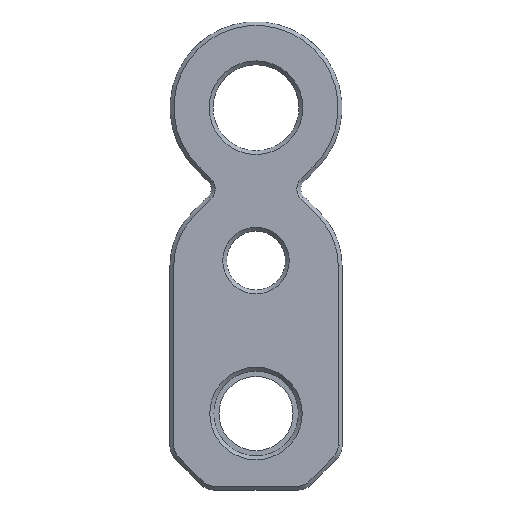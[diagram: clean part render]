
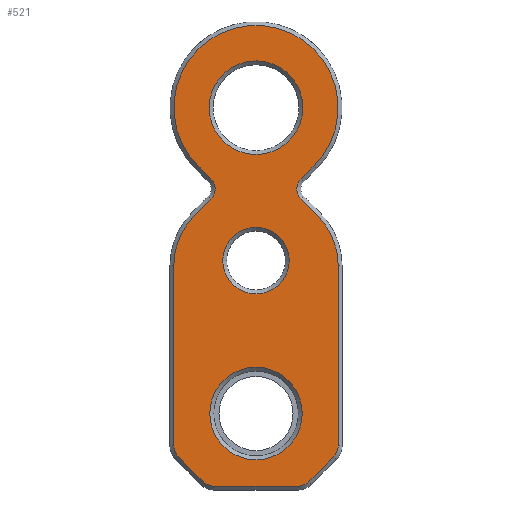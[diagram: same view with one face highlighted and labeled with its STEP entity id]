
A CAD part, top view. The second image highlights one B-rep face of the part: STEP entity #521.
In plain terms, the highlighted planar face has unit normal (0, 0, 1).
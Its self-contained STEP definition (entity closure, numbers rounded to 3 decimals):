
#137 = VERTEX_POINT('',#138);
#138 = CARTESIAN_POINT('',(-11.,-99.,9.));
#144 = EDGE_CURVE('',#137,#145,#147,.T.);
#145 = VERTEX_POINT('',#146);
#146 = CARTESIAN_POINT('',(11.,-99.,9.));
#147 = LINE('',#148,#149);
#148 = CARTESIAN_POINT('',(-11.,-99.,9.));
#149 = VECTOR('',#150,1.);
#150 = DIRECTION('',(1.,0.,0.));
#251 = EDGE_CURVE('',#145,#252,#254,.T.);
#252 = VERTEX_POINT('',#253);
#253 = CARTESIAN_POINT('',(13.828,-97.828,9.));
#254 = CIRCLE('',#255,4.);
#255 = AXIS2_PLACEMENT_3D('',#256,#257,#258);
#256 = CARTESIAN_POINT('',(11.,-95.,9.));
#257 = DIRECTION('',(0.,0.,1.));
#258 = DIRECTION('',(0.,-1.,0.));
#501 = VERTEX_POINT('',#502);
#502 = CARTESIAN_POINT('',(-13.828,-97.828,9.));
#508 = EDGE_CURVE('',#501,#137,#509,.T.);
#509 = CIRCLE('',#510,4.);
#510 = AXIS2_PLACEMENT_3D('',#511,#512,#513);
#511 = CARTESIAN_POINT('',(-11.,-95.,9.));
#512 = DIRECTION('',(0.,0.,1.));
#513 = DIRECTION('',(-0.707,-0.707,0.));
#521 = ADVANCED_FACE('',(#522,#652,#663,#674),#685,.T.);
#522 = FACE_BOUND('',#523,.T.);
#523 = EDGE_LOOP('',(#524,#535,#543,#552,#560,#569,#577,#586,#592,#593,
    #594,#595,#603,#612,#620,#629,#637,#646));
#524 = ORIENTED_EDGE('',*,*,#525,.T.);
#525 = EDGE_CURVE('',#526,#528,#530,.T.);
#526 = VERTEX_POINT('',#527);
#527 = CARTESIAN_POINT('',(15.203,-15.203,9.));
#528 = VERTEX_POINT('',#529);
#529 = CARTESIAN_POINT('',(-15.203,-15.203,9.));
#530 = CIRCLE('',#531,21.5);
#531 = AXIS2_PLACEMENT_3D('',#532,#533,#534);
#532 = CARTESIAN_POINT('',(0.,0.,9.));
#533 = DIRECTION('',(-0.,0.,1.));
#534 = DIRECTION('',(0.707,-0.707,0.));
#535 = ORIENTED_EDGE('',*,*,#536,.T.);
#536 = EDGE_CURVE('',#528,#537,#539,.T.);
#537 = VERTEX_POINT('',#538);
#538 = CARTESIAN_POINT('',(-11.809,-18.597,9.));
#539 = LINE('',#540,#541);
#540 = CARTESIAN_POINT('',(-15.203,-15.203,9.));
#541 = VECTOR('',#542,1.);
#542 = DIRECTION('',(0.707,-0.707,0.));
#543 = ORIENTED_EDGE('',*,*,#544,.T.);
#544 = EDGE_CURVE('',#537,#545,#547,.T.);
#545 = VERTEX_POINT('',#546);
#546 = CARTESIAN_POINT('',(-11.809,-23.949,9.));
#547 = CIRCLE('',#548,3.784);
#548 = AXIS2_PLACEMENT_3D('',#549,#550,#551);
#549 = CARTESIAN_POINT('',(-14.485,-21.273,9.));
#550 = DIRECTION('',(0.,0.,-1.));
#551 = DIRECTION('',(0.707,0.707,0.));
#552 = ORIENTED_EDGE('',*,*,#553,.T.);
#553 = EDGE_CURVE('',#545,#554,#556,.T.);
#554 = VERTEX_POINT('',#555);
#555 = CARTESIAN_POINT('',(-16.051,-28.191,9.));
#556 = LINE('',#557,#558);
#557 = CARTESIAN_POINT('',(-11.809,-23.949,9.));
#558 = VECTOR('',#559,1.);
#559 = DIRECTION('',(-0.707,-0.707,-0.));
#560 = ORIENTED_EDGE('',*,*,#561,.T.);
#561 = EDGE_CURVE('',#554,#562,#564,.T.);
#562 = VERTEX_POINT('',#563);
#563 = CARTESIAN_POINT('',(-21.5,-41.346,9.));
#564 = CIRCLE('',#565,18.603);
#565 = AXIS2_PLACEMENT_3D('',#566,#567,#568);
#566 = CARTESIAN_POINT('',(-2.897,-41.346,9.));
#567 = DIRECTION('',(0.,0.,1.));
#568 = DIRECTION('',(-0.707,0.707,0.));
#569 = ORIENTED_EDGE('',*,*,#570,.T.);
#570 = EDGE_CURVE('',#562,#571,#573,.T.);
#571 = VERTEX_POINT('',#572);
#572 = CARTESIAN_POINT('',(-21.5,-88.5,9.));
#573 = LINE('',#574,#575);
#574 = CARTESIAN_POINT('',(-21.5,-41.346,9.));
#575 = VECTOR('',#576,1.);
#576 = DIRECTION('',(-0.,-1.,-0.));
#577 = ORIENTED_EDGE('',*,*,#578,.T.);
#578 = EDGE_CURVE('',#571,#579,#581,.T.);
#579 = VERTEX_POINT('',#580);
#580 = CARTESIAN_POINT('',(-20.328,-91.328,9.));
#581 = CIRCLE('',#582,4.);
#582 = AXIS2_PLACEMENT_3D('',#583,#584,#585);
#583 = CARTESIAN_POINT('',(-17.5,-88.5,9.));
#584 = DIRECTION('',(0.,0.,1.));
#585 = DIRECTION('',(-1.,0.,0.));
#586 = ORIENTED_EDGE('',*,*,#587,.T.);
#587 = EDGE_CURVE('',#579,#501,#588,.T.);
#588 = LINE('',#589,#590);
#589 = CARTESIAN_POINT('',(-20.328,-91.328,9.));
#590 = VECTOR('',#591,1.);
#591 = DIRECTION('',(0.707,-0.707,0.));
#592 = ORIENTED_EDGE('',*,*,#508,.T.);
#593 = ORIENTED_EDGE('',*,*,#144,.T.);
#594 = ORIENTED_EDGE('',*,*,#251,.T.);
#595 = ORIENTED_EDGE('',*,*,#596,.T.);
#596 = EDGE_CURVE('',#252,#597,#599,.T.);
#597 = VERTEX_POINT('',#598);
#598 = CARTESIAN_POINT('',(20.328,-91.328,9.));
#599 = LINE('',#600,#601);
#600 = CARTESIAN_POINT('',(13.828,-97.828,9.));
#601 = VECTOR('',#602,1.);
#602 = DIRECTION('',(0.707,0.707,0.));
#603 = ORIENTED_EDGE('',*,*,#604,.T.);
#604 = EDGE_CURVE('',#597,#605,#607,.T.);
#605 = VERTEX_POINT('',#606);
#606 = CARTESIAN_POINT('',(21.5,-88.5,9.));
#607 = CIRCLE('',#608,4.);
#608 = AXIS2_PLACEMENT_3D('',#609,#610,#611);
#609 = CARTESIAN_POINT('',(17.5,-88.5,9.));
#610 = DIRECTION('',(-0.,0.,1.));
#611 = DIRECTION('',(0.707,-0.707,0.));
#612 = ORIENTED_EDGE('',*,*,#613,.T.);
#613 = EDGE_CURVE('',#605,#614,#616,.T.);
#614 = VERTEX_POINT('',#615);
#615 = CARTESIAN_POINT('',(21.5,-41.346,9.));
#616 = LINE('',#617,#618);
#617 = CARTESIAN_POINT('',(21.5,-88.5,9.));
#618 = VECTOR('',#619,1.);
#619 = DIRECTION('',(0.,1.,0.));
#620 = ORIENTED_EDGE('',*,*,#621,.T.);
#621 = EDGE_CURVE('',#614,#622,#624,.T.);
#622 = VERTEX_POINT('',#623);
#623 = CARTESIAN_POINT('',(16.051,-28.191,9.));
#624 = CIRCLE('',#625,18.603);
#625 = AXIS2_PLACEMENT_3D('',#626,#627,#628);
#626 = CARTESIAN_POINT('',(2.897,-41.346,9.));
#627 = DIRECTION('',(0.,0.,1.));
#628 = DIRECTION('',(1.,0.,0.));
#629 = ORIENTED_EDGE('',*,*,#630,.T.);
#630 = EDGE_CURVE('',#622,#631,#633,.T.);
#631 = VERTEX_POINT('',#632);
#632 = CARTESIAN_POINT('',(11.809,-23.949,9.));
#633 = LINE('',#634,#635);
#634 = CARTESIAN_POINT('',(16.051,-28.191,9.));
#635 = VECTOR('',#636,1.);
#636 = DIRECTION('',(-0.707,0.707,0.));
#637 = ORIENTED_EDGE('',*,*,#638,.T.);
#638 = EDGE_CURVE('',#631,#639,#641,.T.);
#639 = VERTEX_POINT('',#640);
#640 = CARTESIAN_POINT('',(11.809,-18.597,9.));
#641 = CIRCLE('',#642,3.784);
#642 = AXIS2_PLACEMENT_3D('',#643,#644,#645);
#643 = CARTESIAN_POINT('',(14.485,-21.273,9.));
#644 = DIRECTION('',(-0.,0.,-1.));
#645 = DIRECTION('',(-0.707,-0.707,0.));
#646 = ORIENTED_EDGE('',*,*,#647,.T.);
#647 = EDGE_CURVE('',#639,#526,#648,.T.);
#648 = LINE('',#649,#650);
#649 = CARTESIAN_POINT('',(11.809,-18.597,9.));
#650 = VECTOR('',#651,1.);
#651 = DIRECTION('',(0.707,0.707,0.));
#652 = FACE_BOUND('',#653,.T.);
#653 = EDGE_LOOP('',(#654));
#654 = ORIENTED_EDGE('',*,*,#655,.F.);
#655 = EDGE_CURVE('',#656,#656,#658,.T.);
#656 = VERTEX_POINT('',#657);
#657 = CARTESIAN_POINT('',(8.7,-40.,9.));
#658 = CIRCLE('',#659,8.7);
#659 = AXIS2_PLACEMENT_3D('',#660,#661,#662);
#660 = CARTESIAN_POINT('',(0.,-40.,9.));
#661 = DIRECTION('',(0.,0.,1.));
#662 = DIRECTION('',(1.,0.,0.));
#663 = FACE_BOUND('',#664,.T.);
#664 = EDGE_LOOP('',(#665));
#665 = ORIENTED_EDGE('',*,*,#666,.F.);
#666 = EDGE_CURVE('',#667,#667,#669,.T.);
#667 = VERTEX_POINT('',#668);
#668 = CARTESIAN_POINT('',(12.25,0.,9.));
#669 = CIRCLE('',#670,12.25);
#670 = AXIS2_PLACEMENT_3D('',#671,#672,#673);
#671 = CARTESIAN_POINT('',(0.,0.,9.));
#672 = DIRECTION('',(0.,0.,1.));
#673 = DIRECTION('',(1.,0.,0.));
#674 = FACE_BOUND('',#675,.T.);
#675 = EDGE_LOOP('',(#676));
#676 = ORIENTED_EDGE('',*,*,#677,.F.);
#677 = EDGE_CURVE('',#678,#678,#680,.T.);
#678 = VERTEX_POINT('',#679);
#679 = CARTESIAN_POINT('',(12.1,-80.,9.));
#680 = CIRCLE('',#681,12.1);
#681 = AXIS2_PLACEMENT_3D('',#682,#683,#684);
#682 = CARTESIAN_POINT('',(0.,-80.,9.));
#683 = DIRECTION('',(0.,0.,1.));
#684 = DIRECTION('',(1.,0.,0.));
#685 = PLANE('',#686);
#686 = AXIS2_PLACEMENT_3D('',#687,#688,#689);
#687 = CARTESIAN_POINT('',(0.,-35.434,9.));
#688 = DIRECTION('',(0.,0.,1.));
#689 = DIRECTION('',(1.,0.,0.));
